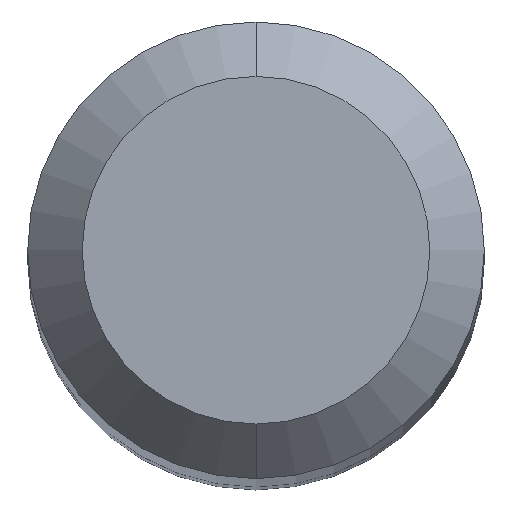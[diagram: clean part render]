
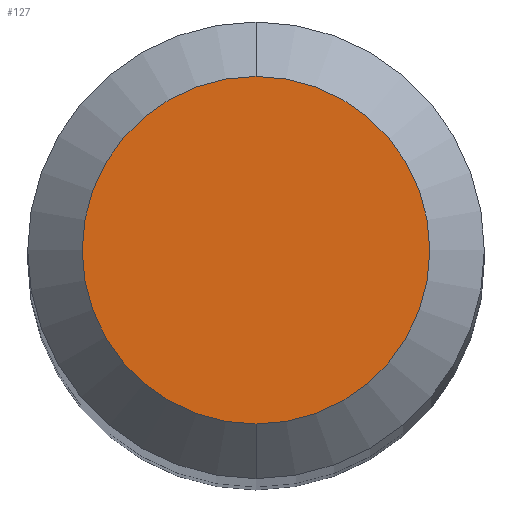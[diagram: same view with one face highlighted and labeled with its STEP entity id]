
A CAD part, top view. The second image highlights one B-rep face of the part: STEP entity #127.
In plain terms, the highlighted planar face has unit normal (0, 0, 1).
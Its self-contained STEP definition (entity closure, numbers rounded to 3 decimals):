
#1 = EDGE_CURVE ( 'NONE', #122, #27, #7, .T. ) ;
#7 = CIRCLE ( 'NONE', #72, 1.275 ) ;
#13 = CARTESIAN_POINT ( 'NONE',  ( 0., 0., 49. ) ) ;
#27 = VERTEX_POINT ( 'NONE', #88 ) ;
#29 = DIRECTION ( 'NONE',  ( 0., 1., 0. ) ) ;
#40 = PLANE ( 'NONE',  #301 ) ;
#53 = EDGE_CURVE ( 'NONE', #27, #122, #268, .T. ) ;
#61 = ORIENTED_EDGE ( 'NONE', *, *, #1, .F. ) ;
#72 = AXIS2_PLACEMENT_3D ( 'NONE', #264, #320, #113 ) ;
#88 = CARTESIAN_POINT ( 'NONE',  ( 0., 1.275, 49. ) ) ;
#113 = DIRECTION ( 'NONE',  ( 0., 1., 0. ) ) ;
#121 = AXIS2_PLACEMENT_3D ( 'NONE', #283, #316, #29 ) ;
#122 = VERTEX_POINT ( 'NONE', #315 ) ;
#124 = FACE_OUTER_BOUND ( 'NONE', #304, .T. ) ;
#127 = ADVANCED_FACE ( 'NONE', ( #124 ), #40, .F. ) ;
#153 = DIRECTION ( 'NONE',  ( 0., 1., 0. ) ) ;
#225 = DIRECTION ( 'NONE',  ( 0., 0., -1. ) ) ;
#264 = CARTESIAN_POINT ( 'NONE',  ( 0., 0., 49. ) ) ;
#268 = CIRCLE ( 'NONE', #121, 1.275 ) ;
#283 = CARTESIAN_POINT ( 'NONE',  ( 0., 0., 49. ) ) ;
#301 = AXIS2_PLACEMENT_3D ( 'NONE', #13, #225, #153 ) ;
#304 = EDGE_LOOP ( 'NONE', ( #329, #61 ) ) ;
#315 = CARTESIAN_POINT ( 'NONE',  ( 0., -1.275, 49. ) ) ;
#316 = DIRECTION ( 'NONE',  ( 0., 0., -1. ) ) ;
#320 = DIRECTION ( 'NONE',  ( 0., 0., -1. ) ) ;
#329 = ORIENTED_EDGE ( 'NONE', *, *, #53, .F. ) ;
